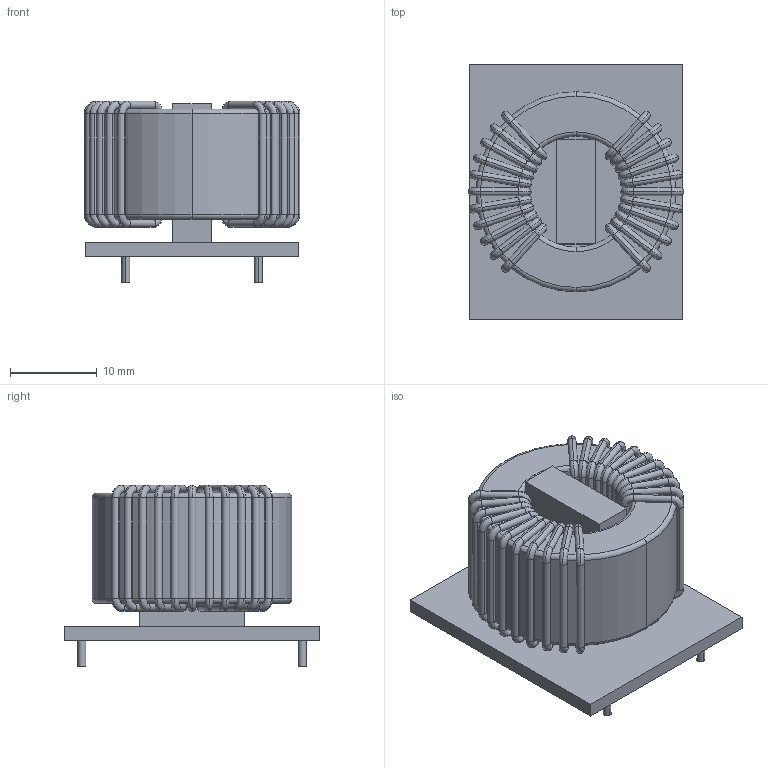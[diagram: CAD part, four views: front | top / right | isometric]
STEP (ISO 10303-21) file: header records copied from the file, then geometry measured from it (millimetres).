
FILE_DESCRIPTION(('FreeCAD Model'),'2;1');
FILE_NAME('Compound.step', '2017-03-01T11:11:35',('kicad StepUp'),('ksu MCAD'), 'Open CASCADE STEP processor 6.8','FreeCAD','Unknown');
FILE_SCHEMA(('AUTOMOTIVE_DESIGN_CC2 { 1 2 10303 214 -1 1 5 4 }'));
Length unit declared in the file: millimetre
Products named in the file (1): Compound
Bounding box: 24.87 x 29.46 x 20.93 mm (x, y, z)
Volume: 6261 mm3; surface area: 6595.9 mm2
Topology: 28 solids, 28 shells, 437 faces, 912 edges, 532 vertices
Faces by surface type: cylinder 188, torus 184, plane 65
Entity records: 14785 total; most frequent: DIRECTION 2488, CARTESIAN_POINT 1882, ORIENTED_EDGE 1824, AXIS2_PLACEMENT_3D 1138, EDGE_CURVE 912, CIRCLE 700, VERTEX_POINT 532, FACE_BOUND 440
